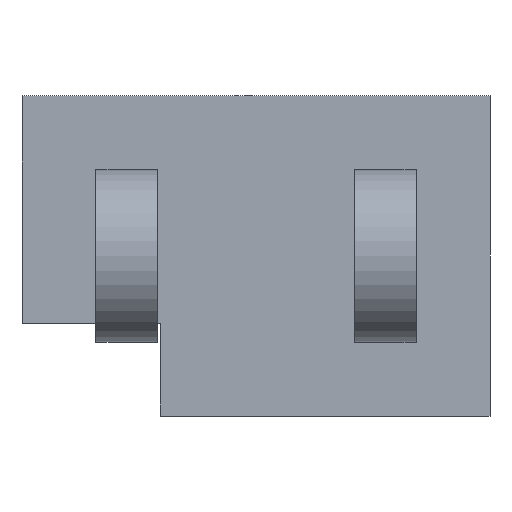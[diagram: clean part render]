
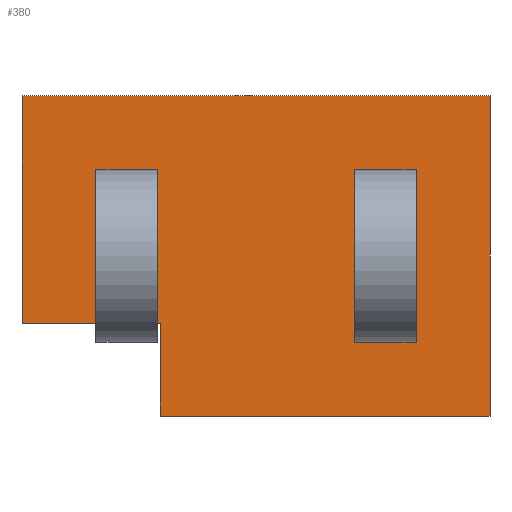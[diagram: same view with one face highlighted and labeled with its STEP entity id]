
A CAD part, front view. The second image highlights one B-rep face of the part: STEP entity #380.
In plain terms, the highlighted planar face has unit normal (0, -1, 0).
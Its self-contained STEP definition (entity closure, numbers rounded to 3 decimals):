
#60=ORIENTED_EDGE('',*,*,#134,.F.);
#61=ORIENTED_EDGE('',*,*,#156,.T.);
#62=ORIENTED_EDGE('',*,*,#136,.F.);
#63=ORIENTED_EDGE('',*,*,#157,.F.);
#64=ORIENTED_EDGE('',*,*,#158,.F.);
#65=ORIENTED_EDGE('',*,*,#147,.F.);
#66=ORIENTED_EDGE('',*,*,#159,.F.);
#67=ORIENTED_EDGE('',*,*,#160,.F.);
#68=ORIENTED_EDGE('',*,*,#149,.F.);
#69=ORIENTED_EDGE('',*,*,#161,.F.);
#70=ORIENTED_EDGE('',*,*,#162,.F.);
#71=ORIENTED_EDGE('',*,*,#163,.F.);
#72=ORIENTED_EDGE('',*,*,#164,.F.);
#73=ORIENTED_EDGE('',*,*,#165,.F.);
#134=EDGE_CURVE('',#184,#185,#218,.T.);
#136=EDGE_CURVE('',#186,#187,#220,.T.);
#147=EDGE_CURVE('',#195,#192,#227,.T.);
#149=EDGE_CURVE('',#196,#198,#229,.T.);
#156=EDGE_CURVE('',#184,#187,#236,.T.);
#157=EDGE_CURVE('',#185,#186,#237,.T.);
#158=EDGE_CURVE('',#192,#202,#238,.T.);
#159=EDGE_CURVE('',#203,#195,#239,.T.);
#160=EDGE_CURVE('',#198,#203,#240,.T.);
#161=EDGE_CURVE('',#204,#196,#241,.T.);
#162=EDGE_CURVE('',#205,#204,#242,.T.);
#163=EDGE_CURVE('',#206,#205,#243,.T.);
#164=EDGE_CURVE('',#207,#206,#244,.T.);
#165=EDGE_CURVE('',#202,#207,#245,.T.);
#184=VERTEX_POINT('',#544);
#185=VERTEX_POINT('',#546);
#186=VERTEX_POINT('',#550);
#187=VERTEX_POINT('',#551);
#192=VERTEX_POINT('',#567);
#195=VERTEX_POINT('',#572);
#196=VERTEX_POINT('',#576);
#198=VERTEX_POINT('',#579);
#202=VERTEX_POINT('',#594);
#203=VERTEX_POINT('',#596);
#204=VERTEX_POINT('',#599);
#205=VERTEX_POINT('',#601);
#206=VERTEX_POINT('',#603);
#207=VERTEX_POINT('',#605);
#218=LINE('',#545,#260);
#220=LINE('',#549,#262);
#227=LINE('',#573,#269);
#229=LINE('',#578,#271);
#236=LINE('',#591,#278);
#237=LINE('',#592,#279);
#238=LINE('',#593,#280);
#239=LINE('',#595,#281);
#240=LINE('',#597,#282);
#241=LINE('',#598,#283);
#242=LINE('',#600,#284);
#243=LINE('',#602,#285);
#244=LINE('',#604,#286);
#245=LINE('',#606,#287);
#260=VECTOR('',#442,1000.);
#262=VECTOR('',#446,1000.);
#269=VECTOR('',#467,1000.);
#271=VECTOR('',#471,1000.);
#278=VECTOR('',#482,1000.);
#279=VECTOR('',#483,1000.);
#280=VECTOR('',#484,1000.);
#281=VECTOR('',#485,1000.);
#282=VECTOR('',#486,1000.);
#283=VECTOR('',#487,1000.);
#284=VECTOR('',#488,1000.);
#285=VECTOR('',#489,1000.);
#286=VECTOR('',#490,1000.);
#287=VECTOR('',#491,1000.);
#308=EDGE_LOOP('',(#60,#61,#62,#63));
#309=EDGE_LOOP('',(#64,#65,#66,#67,#68,#69,#70,#71,#72,#73));
#336=FACE_BOUND('',#308,.T.);
#337=FACE_BOUND('',#309,.T.);
#361=PLANE('',#418);
#380=ADVANCED_FACE('',(#336,#337),#361,.F.);
#418=AXIS2_PLACEMENT_3D('',#590,#480,#481);
#442=DIRECTION('',(1.,0.,0.));
#446=DIRECTION('',(-1.,0.,0.));
#467=DIRECTION('',(-1.,0.,0.));
#471=DIRECTION('',(0.,0.,1.));
#480=DIRECTION('',(0.,1.,0.));
#481=DIRECTION('',(0.,0.,1.));
#482=DIRECTION('',(0.,0.,1.));
#483=DIRECTION('',(0.,0.,1.));
#484=DIRECTION('',(0.,0.,1.));
#485=DIRECTION('',(0.,0.,-1.));
#486=DIRECTION('',(1.,0.,0.));
#487=DIRECTION('',(-1.,0.,0.));
#488=DIRECTION('',(0.,0.,-1.));
#489=DIRECTION('',(-1.,0.,0.));
#490=DIRECTION('',(0.,0.,1.));
#491=DIRECTION('',(-1.,0.,0.));
#544=CARTESIAN_POINT('',(4.,6.7,-3.5));
#545=CARTESIAN_POINT('',(-6.5,6.7,-3.5));
#546=CARTESIAN_POINT('',(6.5,6.7,-3.5));
#549=CARTESIAN_POINT('',(6.5,6.7,3.5));
#550=CARTESIAN_POINT('',(6.5,6.7,3.5));
#551=CARTESIAN_POINT('',(4.,6.7,3.5));
#567=CARTESIAN_POINT('',(-3.884,6.7,-6.5));
#572=CARTESIAN_POINT('',(9.5,6.7,-6.5));
#573=CARTESIAN_POINT('',(9.5,6.7,-6.5));
#576=CARTESIAN_POINT('',(-9.5,6.7,-2.731));
#578=CARTESIAN_POINT('',(-9.5,6.7,-6.5));
#579=CARTESIAN_POINT('',(-9.5,6.7,6.5));
#590=CARTESIAN_POINT('',(0.,6.7,0.));
#591=CARTESIAN_POINT('',(4.,6.7,-24.198));
#592=CARTESIAN_POINT('',(6.5,6.7,-3.5));
#593=CARTESIAN_POINT('',(-3.884,6.7,-6.5));
#594=CARTESIAN_POINT('',(-3.884,6.7,-2.731));
#595=CARTESIAN_POINT('',(9.5,6.7,6.5));
#596=CARTESIAN_POINT('',(9.5,6.7,6.5));
#597=CARTESIAN_POINT('',(-9.5,6.7,6.5));
#598=CARTESIAN_POINT('',(0.,6.7,-2.731));
#599=CARTESIAN_POINT('',(-6.5,6.7,-2.731));
#600=CARTESIAN_POINT('',(-6.5,6.7,3.5));
#601=CARTESIAN_POINT('',(-6.5,6.7,3.5));
#602=CARTESIAN_POINT('',(6.5,6.7,3.5));
#603=CARTESIAN_POINT('',(-4.,6.7,3.5));
#604=CARTESIAN_POINT('',(-4.,6.7,-24.198));
#605=CARTESIAN_POINT('',(-4.,6.7,-2.731));
#606=CARTESIAN_POINT('',(-3.884,6.7,-2.731));
